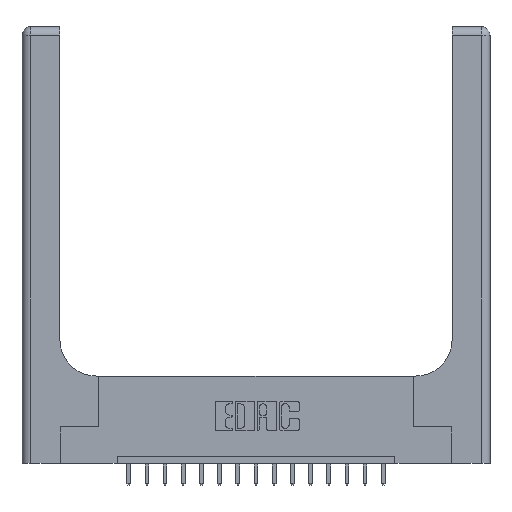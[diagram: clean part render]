
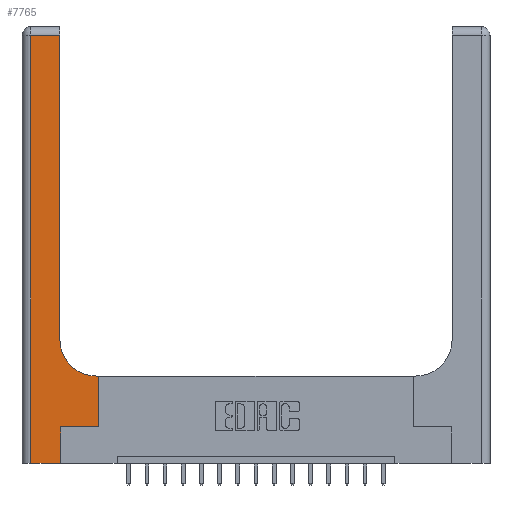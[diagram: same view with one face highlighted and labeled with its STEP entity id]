
A CAD part, top view. The second image highlights one B-rep face of the part: STEP entity #7765.
In plain terms, the highlighted planar face has unit normal (0, 0, 1).
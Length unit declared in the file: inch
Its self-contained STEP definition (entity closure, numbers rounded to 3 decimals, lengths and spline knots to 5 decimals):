
#24 = LINE ( 'NONE', #15167, #8172 ) ;
#90 = CARTESIAN_POINT ( 'NONE',  ( 0.51, 0.85, 0.37 ) ) ;
#339 = VERTEX_POINT ( 'NONE', #16273 ) ;
#925 = EDGE_CURVE ( 'NONE', #5176, #8004, #24, .T. ) ;
#1339 = VECTOR ( 'NONE', #17487, 39.37008 ) ;
#1618 = VERTEX_POINT ( 'NONE', #12331 ) ;
#2221 = VECTOR ( 'NONE', #14740, 39.37008 ) ;
#2494 = VECTOR ( 'NONE', #6738, 39.37008 ) ;
#2611 = ORIENTED_EDGE ( 'NONE', *, *, #15185, .T. ) ;
#2956 = EDGE_CURVE ( 'NONE', #16704, #1618, #13095, .T. ) ;
#3025 = CARTESIAN_POINT ( 'NONE',  ( 0.51, 0.6, 0.37 ) ) ;
#3081 = CIRCLE ( 'NONE', #3557, 0.25 ) ;
#3167 = ORIENTED_EDGE ( 'NONE', *, *, #11774, .T. ) ;
#3557 = AXIS2_PLACEMENT_3D ( 'NONE', #90, #9895, #11274 ) ;
#4461 = VECTOR ( 'NONE', #6859, 39.37008 ) ;
#4486 = ORIENTED_EDGE ( 'NONE', *, *, #13790, .T. ) ;
#4935 = CARTESIAN_POINT ( 'NONE',  ( 0.265, 0.25, 0.37 ) ) ;
#5055 = ORIENTED_EDGE ( 'NONE', *, *, #7472, .T. ) ;
#5097 = CARTESIAN_POINT ( 'NONE',  ( 0.265, 0., 0.37 ) ) ;
#5176 = VERTEX_POINT ( 'NONE', #15533 ) ;
#5617 = VERTEX_POINT ( 'NONE', #8485 ) ;
#5788 = LINE ( 'NONE', #16646, #2494 ) ;
#6683 = DIRECTION ( 'NONE',  ( 0., 0., -1. ) ) ;
#6738 = DIRECTION ( 'NONE',  ( 0., 1., 0. ) ) ;
#6859 = DIRECTION ( 'NONE',  ( 0., 1., 0. ) ) ;
#7472 = EDGE_CURVE ( 'NONE', #339, #5176, #13262, .T. ) ;
#7765 = ADVANCED_FACE ( 'NONE', ( #10395 ), #13642, .F. ) ;
#7766 = LINE ( 'NONE', #15472, #4461 ) ;
#8004 = VERTEX_POINT ( 'NONE', #3025 ) ;
#8172 = VECTOR ( 'NONE', #16689, 39.37008 ) ;
#8485 = CARTESIAN_POINT ( 'NONE',  ( 0.26, 0.85, 0.37 ) ) ;
#9051 = EDGE_LOOP ( 'NONE', ( #15958, #10131, #3167, #12235, #4486, #2611, #5055, #14504, #10194 ) ) ;
#9627 = EDGE_CURVE ( 'NONE', #5617, #16704, #5788, .T. ) ;
#9895 = DIRECTION ( 'NONE',  ( 0., 0., -1. ) ) ;
#10131 = ORIENTED_EDGE ( 'NONE', *, *, #2956, .T. ) ;
#10194 = ORIENTED_EDGE ( 'NONE', *, *, #11285, .T. ) ;
#10395 = FACE_OUTER_BOUND ( 'NONE', #9051, .T. ) ;
#10887 = VECTOR ( 'NONE', #16005, 39.37008 ) ;
#11142 = DIRECTION ( 'NONE',  ( 0., -1., 0. ) ) ;
#11274 = DIRECTION ( 'NONE',  ( 1., 0., 0. ) ) ;
#11285 = EDGE_CURVE ( 'NONE', #8004, #5617, #3081, .T. ) ;
#11774 = EDGE_CURVE ( 'NONE', #1618, #16103, #17296, .T. ) ;
#12218 = VERTEX_POINT ( 'NONE', #5097 ) ;
#12235 = ORIENTED_EDGE ( 'NONE', *, *, #15212, .T. ) ;
#12331 = CARTESIAN_POINT ( 'NONE',  ( 0.06, 2.94, 0.37 ) ) ;
#12834 = DIRECTION ( 'NONE',  ( 0., 1., 0. ) ) ;
#13095 = LINE ( 'NONE', #14584, #10887 ) ;
#13262 = LINE ( 'NONE', #14258, #16369 ) ;
#13376 = AXIS2_PLACEMENT_3D ( 'NONE', #15066, #6683, #16469 ) ;
#13642 = PLANE ( 'NONE',  #13376 ) ;
#13790 = EDGE_CURVE ( 'NONE', #12218, #14262, #7766, .T. ) ;
#14258 = CARTESIAN_POINT ( 'NONE',  ( 0.528, 0.25, 0.37 ) ) ;
#14262 = VERTEX_POINT ( 'NONE', #16205 ) ;
#14504 = ORIENTED_EDGE ( 'NONE', *, *, #925, .T. ) ;
#14584 = CARTESIAN_POINT ( 'NONE',  ( 0., 2.94, 0.37 ) ) ;
#14740 = DIRECTION ( 'NONE',  ( 1., 0., 0. ) ) ;
#14909 = VECTOR ( 'NONE', #11142, 39.37008 ) ;
#15066 = CARTESIAN_POINT ( 'NONE',  ( 0., 3., 0.37 ) ) ;
#15164 = LINE ( 'NONE', #4935, #2221 ) ;
#15167 = CARTESIAN_POINT ( 'NONE',  ( 0.26, 0.6, 0.37 ) ) ;
#15185 = EDGE_CURVE ( 'NONE', #14262, #339, #15164, .T. ) ;
#15212 = EDGE_CURVE ( 'NONE', #16103, #12218, #15823, .T. ) ;
#15472 = CARTESIAN_POINT ( 'NONE',  ( 0.265, 0., 0.37 ) ) ;
#15533 = CARTESIAN_POINT ( 'NONE',  ( 0.528, 0.6, 0.37 ) ) ;
#15823 = LINE ( 'NONE', #16155, #1339 ) ;
#15958 = ORIENTED_EDGE ( 'NONE', *, *, #9627, .T. ) ;
#16005 = DIRECTION ( 'NONE',  ( -1., 0., 0. ) ) ;
#16103 = VERTEX_POINT ( 'NONE', #16751 ) ;
#16155 = CARTESIAN_POINT ( 'NONE',  ( 0., 0., 0.37 ) ) ;
#16205 = CARTESIAN_POINT ( 'NONE',  ( 0.265, 0.25, 0.37 ) ) ;
#16273 = CARTESIAN_POINT ( 'NONE',  ( 0.528, 0.25, 0.37 ) ) ;
#16369 = VECTOR ( 'NONE', #12834, 39.37008 ) ;
#16469 = DIRECTION ( 'NONE',  ( -1., 0., 0. ) ) ;
#16562 = CARTESIAN_POINT ( 'NONE',  ( 0.06, 3., 0.37 ) ) ;
#16646 = CARTESIAN_POINT ( 'NONE',  ( 0.26, 3., 0.37 ) ) ;
#16689 = DIRECTION ( 'NONE',  ( -1., 0., 0. ) ) ;
#16704 = VERTEX_POINT ( 'NONE', #16967 ) ;
#16751 = CARTESIAN_POINT ( 'NONE',  ( 0.06, 0., 0.37 ) ) ;
#16967 = CARTESIAN_POINT ( 'NONE',  ( 0.26, 2.94, 0.37 ) ) ;
#17296 = LINE ( 'NONE', #16562, #14909 ) ;
#17487 = DIRECTION ( 'NONE',  ( 1., 0., 0. ) ) ;
